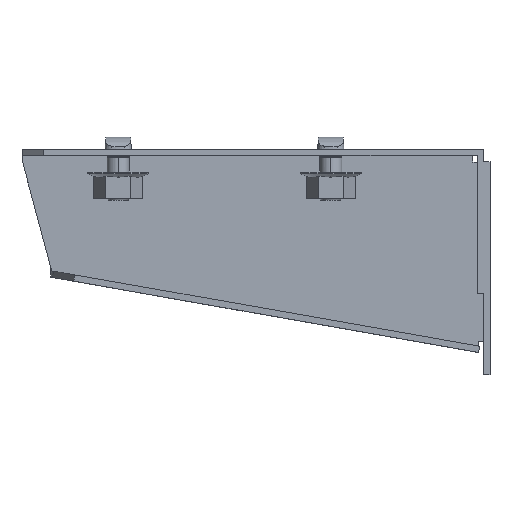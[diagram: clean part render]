
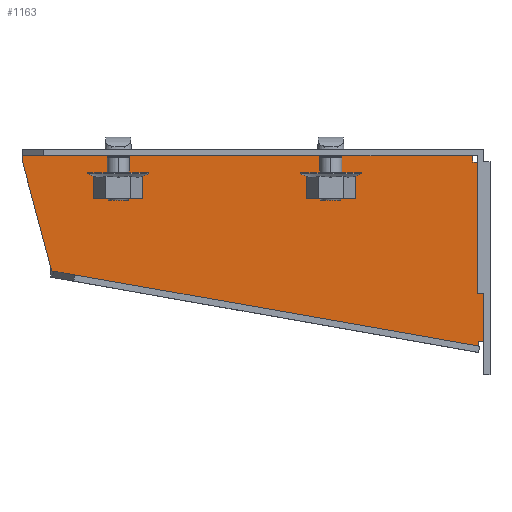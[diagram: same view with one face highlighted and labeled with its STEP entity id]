
A CAD part, top view. The second image highlights one B-rep face of the part: STEP entity #1163.
In plain terms, the highlighted planar face has unit normal (0, 0, 1).
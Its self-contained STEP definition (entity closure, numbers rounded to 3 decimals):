
#170=DIRECTION('',(0.,1.,0.));
#171=VECTOR('',#170,0.046);
#172=CARTESIAN_POINT('',(107.278,7.754,1.5));
#173=LINE('',#172,#171);
#174=CARTESIAN_POINT('',(107.278,7.754,1.5));
#175=CARTESIAN_POINT('',(107.286,7.642,1.5));
#176=CARTESIAN_POINT('',(107.303,7.416,1.5));
#177=CARTESIAN_POINT('',(107.313,7.089,1.5));
#178=CARTESIAN_POINT('',(107.307,6.854,1.5));
#179=CARTESIAN_POINT('',(107.302,6.734,1.5));
#181=DIRECTION('',(0.259,-0.966,0.));
#182=VECTOR('',#181,25.893);
#183=CARTESIAN_POINT('',(0.,50.499,1.5));
#184=LINE('',#183,#182);
#185=DIRECTION('',(0.,1.,0.));
#186=VECTOR('',#185,1.001);
#187=CARTESIAN_POINT('',(0.,50.499,1.5));
#188=LINE('',#187,#186);
#189=DIRECTION('',(1.,0.,0.));
#190=VECTOR('',#189,106.);
#191=CARTESIAN_POINT('',(0.,51.5,1.5));
#192=LINE('',#191,#190);
#193=DIRECTION('',(0.,-1.,0.));
#194=VECTOR('',#193,1.5);
#195=CARTESIAN_POINT('',(106.,51.5,1.5));
#196=LINE('',#195,#194);
#197=DIRECTION('',(1.,0.,0.));
#198=VECTOR('',#197,2.5);
#199=CARTESIAN_POINT('',(106.,50.,1.5));
#200=LINE('',#199,#198);
#201=DIRECTION('',(0.,-1.,0.));
#202=VECTOR('',#201,42.2);
#203=CARTESIAN_POINT('',(108.5,50.,1.5));
#204=LINE('',#203,#202);
#205=DIRECTION('',(-1.,0.,0.));
#206=VECTOR('',#205,1.222);
#207=CARTESIAN_POINT('',(108.5,7.8,1.5));
#208=LINE('',#207,#206);
#304=CARTESIAN_POINT('',(6.702,25.488,1.5));
#305=CARTESIAN_POINT('',(6.75,25.364,1.5));
#306=CARTESIAN_POINT('',(6.844,25.122,1.5));
#307=CARTESIAN_POINT('',(6.947,24.757,1.5));
#308=CARTESIAN_POINT('',(6.984,24.531,1.5));
#309=CARTESIAN_POINT('',(6.997,24.421,1.5));
#334=DIRECTION('',(0.985,-0.174,0.));
#335=VECTOR('',#334,101.852);
#336=CARTESIAN_POINT('',(6.997,24.421,1.5));
#337=LINE('',#336,#335);
#699=CARTESIAN_POINT('',(107.278,7.8,1.5));
#701=VERTEX_POINT('',#699);
#707=CARTESIAN_POINT('',(106.,50.,1.5));
#709=VERTEX_POINT('',#707);
#749=CARTESIAN_POINT('',(0.,50.499,1.5));
#751=VERTEX_POINT('',#749);
#770=CARTESIAN_POINT('',(107.278,7.754,1.5));
#771=VERTEX_POINT('',#770);
#772=CARTESIAN_POINT('',(6.702,25.488,1.5));
#773=VERTEX_POINT('',#772);
#846=CARTESIAN_POINT('',(0.,51.5,1.5));
#847=CARTESIAN_POINT('',(106.,51.5,1.5));
#848=VERTEX_POINT('',#846);
#849=VERTEX_POINT('',#847);
#854=CARTESIAN_POINT('',(108.5,50.,1.5));
#855=CARTESIAN_POINT('',(108.5,7.8,1.5));
#856=VERTEX_POINT('',#854);
#857=VERTEX_POINT('',#855);
#863=CARTESIAN_POINT('',(6.997,24.421,1.5));
#864=CARTESIAN_POINT('',(107.302,6.734,1.5));
#865=VERTEX_POINT('',#863);
#866=VERTEX_POINT('',#864);
#1137=CARTESIAN_POINT('',(108.069,37.069,1.5));
#1138=DIRECTION('',(0.,0.,-1.));
#1139=DIRECTION('',(0.,1.,0.));
#1140=AXIS2_PLACEMENT_3D('',#1137,#1138,#1139);
#1141=PLANE('',#1140);
#1143=ORIENTED_EDGE('',*,*,#1142,.F.);
#1145=ORIENTED_EDGE('',*,*,#1144,.T.);
#1147=ORIENTED_EDGE('',*,*,#1146,.F.);
#1149=ORIENTED_EDGE('',*,*,#1148,.F.);
#1151=ORIENTED_EDGE('',*,*,#1150,.F.);
#1153=ORIENTED_EDGE('',*,*,#1152,.T.);
#1155=ORIENTED_EDGE('',*,*,#1154,.T.);
#1157=ORIENTED_EDGE('',*,*,#1156,.T.);
#1158=ORIENTED_EDGE('',*,*,#1128,.T.);
#1159=ORIENTED_EDGE('',*,*,#986,.T.);
#1160=ORIENTED_EDGE('',*,*,#921,.T.);
#1161=EDGE_LOOP('',(#1143,#1145,#1147,#1149,#1151,#1153,#1155,#1157,#1158,#1159,
#1160));
#1162=FACE_OUTER_BOUND('',#1161,.F.);
#1163=ADVANCED_FACE('',(#1162),#1141,.F.);
#180=B_SPLINE_CURVE_WITH_KNOTS('',3,(#174,#175,#176,#177,#178,#179),
.UNSPECIFIED.,.F.,.F.,(4,1,1,4),(0.,0.333,0.667,1.),
.UNSPECIFIED.);
#310=B_SPLINE_CURVE_WITH_KNOTS('',3,(#304,#305,#306,#307,#308,#309),
.UNSPECIFIED.,.F.,.F.,(4,1,1,4),(0.,0.333,0.667,1.),
.UNSPECIFIED.);
#921=EDGE_CURVE('',#857,#701,#208,.T.);
#986=EDGE_CURVE('',#856,#857,#204,.T.);
#1128=EDGE_CURVE('',#709,#856,#200,.T.);
#1142=EDGE_CURVE('',#771,#701,#173,.T.);
#1144=EDGE_CURVE('',#771,#866,#180,.T.);
#1146=EDGE_CURVE('',#865,#866,#337,.T.);
#1148=EDGE_CURVE('',#773,#865,#310,.T.);
#1150=EDGE_CURVE('',#751,#773,#184,.T.);
#1152=EDGE_CURVE('',#751,#848,#188,.T.);
#1154=EDGE_CURVE('',#848,#849,#192,.T.);
#1156=EDGE_CURVE('',#849,#709,#196,.T.);
